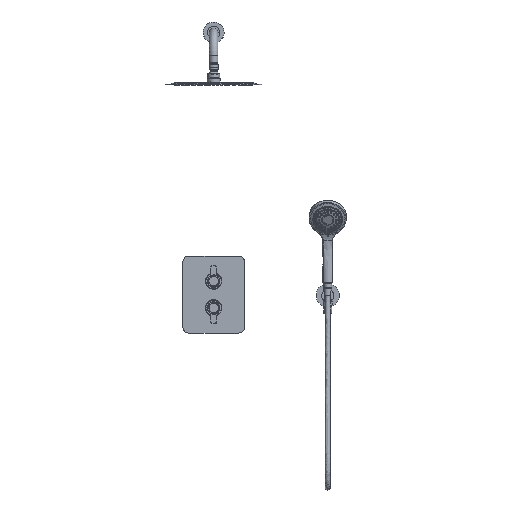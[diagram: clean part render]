
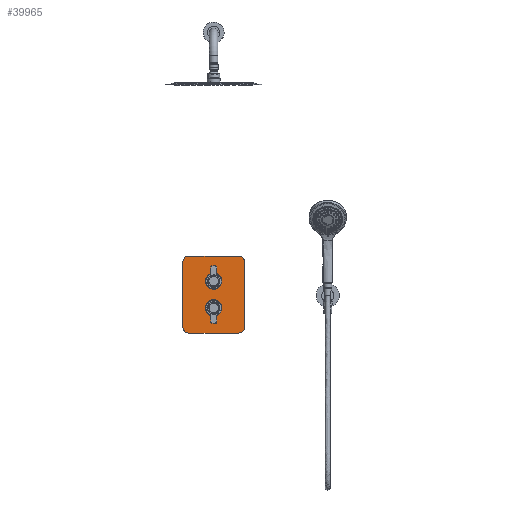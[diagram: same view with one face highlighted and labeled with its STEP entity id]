
A CAD part, top view. The second image highlights one B-rep face of the part: STEP entity #39965.
In plain terms, the highlighted planar face has unit normal (0, 0, 1).
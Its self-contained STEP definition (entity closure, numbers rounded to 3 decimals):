
#29 = AXIS2_PLACEMENT_3D ( 'NONE', #38543, #32662, #17183 ) ;
#474 = CARTESIAN_POINT ( 'NONE',  ( -65., 120., -7.3 ) ) ;
#732 = DIRECTION ( 'NONE',  ( 1., 0., 0. ) ) ;
#1060 = ORIENTED_EDGE ( 'NONE', *, *, #22828, .T. ) ;
#1473 = VECTOR ( 'NONE', #732, 1000. ) ;
#1616 = VECTOR ( 'NONE', #24910, 1000. ) ;
#2303 = VERTEX_POINT ( 'NONE', #5044 ) ;
#2431 = CARTESIAN_POINT ( 'NONE',  ( 0., 70., -7.3 ) ) ;
#2751 = EDGE_CURVE ( 'NONE', #6761, #31052, #39857, .T. ) ;
#5044 = CARTESIAN_POINT ( 'NONE',  ( -65., -65., -7.3 ) ) ;
#5402 = DIRECTION ( 'NONE',  ( 0., 0., -1. ) ) ;
#6666 = CARTESIAN_POINT ( 'NONE',  ( -80., 135., -7.3 ) ) ;
#6692 = CARTESIAN_POINT ( 'NONE',  ( -80., -50., -7.3 ) ) ;
#6761 = VERTEX_POINT ( 'NONE', #22027 ) ;
#6935 = VERTEX_POINT ( 'NONE', #13702 ) ;
#7059 = VECTOR ( 'NONE', #27829, 1000. ) ;
#7428 = FACE_BOUND ( 'NONE', #11984, .T. ) ;
#7675 = CARTESIAN_POINT ( 'NONE',  ( 0., 0., -7.3 ) ) ;
#8286 = VERTEX_POINT ( 'NONE', #17920 ) ;
#8462 = DIRECTION ( 'NONE',  ( 0., 0., -1. ) ) ;
#8712 = CARTESIAN_POINT ( 'NONE',  ( -65., 135., -7.3 ) ) ;
#9359 = DIRECTION ( 'NONE',  ( 0., 0., 1. ) ) ;
#9814 = VECTOR ( 'NONE', #27936, 1000. ) ;
#10114 = ORIENTED_EDGE ( 'NONE', *, *, #33556, .T. ) ;
#10784 = EDGE_LOOP ( 'NONE', ( #32467 ) ) ;
#10800 = AXIS2_PLACEMENT_3D ( 'NONE', #474, #22260, #40185 ) ;
#11984 = EDGE_LOOP ( 'NONE', ( #35152 ) ) ;
#12280 = ORIENTED_EDGE ( 'NONE', *, *, #25503, .T. ) ;
#13702 = CARTESIAN_POINT ( 'NONE',  ( -21.25, 70., -7.3 ) ) ;
#13939 = DIRECTION ( 'NONE',  ( 0., 0., -1. ) ) ;
#13969 = CARTESIAN_POINT ( 'NONE',  ( 65., 135., -7.3 ) ) ;
#14199 = EDGE_CURVE ( 'NONE', #36631, #2303, #20247, .T. ) ;
#14799 = EDGE_LOOP ( 'NONE', ( #39573, #10114, #36932, #19962, #30968, #1060, #34389, #12280 ) ) ;
#14997 = VERTEX_POINT ( 'NONE', #6692 ) ;
#15344 = CARTESIAN_POINT ( 'NONE',  ( -80., -65., -7.3 ) ) ;
#15744 = FACE_BOUND ( 'NONE', #10784, .T. ) ;
#17183 = DIRECTION ( 'NONE',  ( -1., 0., 0. ) ) ;
#17230 = DIRECTION ( 'NONE',  ( -1., 0., 0. ) ) ;
#17920 = CARTESIAN_POINT ( 'NONE',  ( -21.25, 0., -7.3 ) ) ;
#18332 = CIRCLE ( 'NONE', #10800, 15. ) ;
#18580 = LINE ( 'NONE', #6666, #1473 ) ;
#18909 = VERTEX_POINT ( 'NONE', #8712 ) ;
#19010 = CIRCLE ( 'NONE', #23889, 15. ) ;
#19962 = ORIENTED_EDGE ( 'NONE', *, *, #37866, .T. ) ;
#20247 = LINE ( 'NONE', #28377, #1616 ) ;
#20737 = DIRECTION ( 'NONE',  ( -1., 0., 0. ) ) ;
#21434 = VERTEX_POINT ( 'NONE', #13969 ) ;
#22027 = CARTESIAN_POINT ( 'NONE',  ( 80., 120., -7.3 ) ) ;
#22260 = DIRECTION ( 'NONE',  ( 0., 0., 1. ) ) ;
#22593 = CARTESIAN_POINT ( 'NONE',  ( 80., -50., -7.3 ) ) ;
#22828 = EDGE_CURVE ( 'NONE', #18909, #35452, #18332, .T. ) ;
#23006 = EDGE_CURVE ( 'NONE', #8286, #8286, #30483, .T. ) ;
#23236 = CIRCLE ( 'NONE', #38944, 15. ) ;
#23308 = EDGE_CURVE ( 'NONE', #14997, #35452, #32361, .T. ) ;
#23322 = CARTESIAN_POINT ( 'NONE',  ( 65., -50., -7.3 ) ) ;
#23889 = AXIS2_PLACEMENT_3D ( 'NONE', #23322, #33046, #20737 ) ;
#23968 = DIRECTION ( 'NONE',  ( -1., 0., 0. ) ) ;
#24910 = DIRECTION ( 'NONE',  ( -1., 0., 0. ) ) ;
#25503 = EDGE_CURVE ( 'NONE', #14997, #2303, #28357, .T. ) ;
#25624 = AXIS2_PLACEMENT_3D ( 'NONE', #33065, #8462, #33200 ) ;
#25947 = AXIS2_PLACEMENT_3D ( 'NONE', #7675, #13939, #17230 ) ;
#26999 = EDGE_CURVE ( 'NONE', #18909, #21434, #18580, .T. ) ;
#27548 = CIRCLE ( 'NONE', #32036, 21.25 ) ;
#27829 = DIRECTION ( 'NONE',  ( 0., 1., 0. ) ) ;
#27936 = DIRECTION ( 'NONE',  ( 0., -1., 0. ) ) ;
#28357 = CIRCLE ( 'NONE', #29, 15. ) ;
#28377 = CARTESIAN_POINT ( 'NONE',  ( 80., -65., -7.3 ) ) ;
#30064 = CARTESIAN_POINT ( 'NONE',  ( 65., -65., -7.3 ) ) ;
#30483 = CIRCLE ( 'NONE', #25947, 21.25 ) ;
#30968 = ORIENTED_EDGE ( 'NONE', *, *, #26999, .F. ) ;
#31052 = VERTEX_POINT ( 'NONE', #22593 ) ;
#31767 = CARTESIAN_POINT ( 'NONE',  ( -80., 120., -7.3 ) ) ;
#32036 = AXIS2_PLACEMENT_3D ( 'NONE', #2431, #5402, #23968 ) ;
#32361 = LINE ( 'NONE', #15344, #7059 ) ;
#32467 = ORIENTED_EDGE ( 'NONE', *, *, #23006, .T. ) ;
#32662 = DIRECTION ( 'NONE',  ( 0., 0., 1. ) ) ;
#33046 = DIRECTION ( 'NONE',  ( 0., 0., 1. ) ) ;
#33065 = CARTESIAN_POINT ( 'NONE',  ( 0., 70., -7.3 ) ) ;
#33200 = DIRECTION ( 'NONE',  ( -1., 0., 0. ) ) ;
#33556 = EDGE_CURVE ( 'NONE', #36631, #31052, #19010, .T. ) ;
#34389 = ORIENTED_EDGE ( 'NONE', *, *, #23308, .F. ) ;
#35141 = FACE_OUTER_BOUND ( 'NONE', #14799, .T. ) ;
#35152 = ORIENTED_EDGE ( 'NONE', *, *, #37849, .T. ) ;
#35452 = VERTEX_POINT ( 'NONE', #31767 ) ;
#36631 = VERTEX_POINT ( 'NONE', #30064 ) ;
#36932 = ORIENTED_EDGE ( 'NONE', *, *, #2751, .F. ) ;
#37849 = EDGE_CURVE ( 'NONE', #6935, #6935, #27548, .T. ) ;
#37866 = EDGE_CURVE ( 'NONE', #6761, #21434, #23236, .T. ) ;
#38543 = CARTESIAN_POINT ( 'NONE',  ( -65., -50., -7.3 ) ) ;
#38944 = AXIS2_PLACEMENT_3D ( 'NONE', #40105, #9359, #39974 ) ;
#39573 = ORIENTED_EDGE ( 'NONE', *, *, #14199, .F. ) ;
#39614 = PLANE ( 'NONE',  #25624 ) ;
#39857 = LINE ( 'NONE', #40087, #9814 ) ;
#39965 = ADVANCED_FACE ( 'NONE', ( #15744, #7428, #35141 ), #39614, .F. ) ;
#39974 = DIRECTION ( 'NONE',  ( -1., 0., 0. ) ) ;
#40087 = CARTESIAN_POINT ( 'NONE',  ( 80., 135., -7.3 ) ) ;
#40105 = CARTESIAN_POINT ( 'NONE',  ( 65., 120., -7.3 ) ) ;
#40185 = DIRECTION ( 'NONE',  ( -1., 0., 0. ) ) ;
